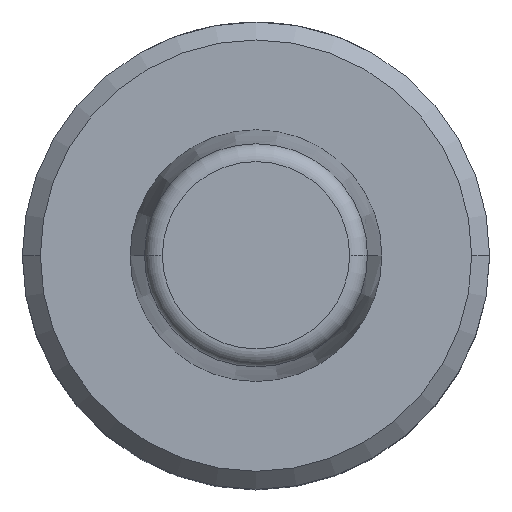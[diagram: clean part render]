
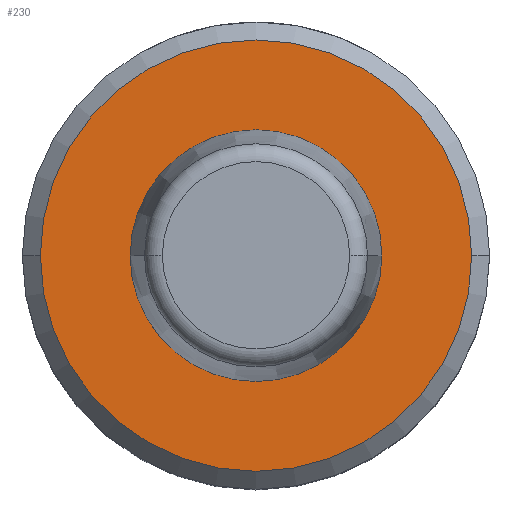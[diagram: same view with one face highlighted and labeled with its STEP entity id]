
A CAD part, top view. The second image highlights one B-rep face of the part: STEP entity #230.
In plain terms, the highlighted planar face has unit normal (0, 0, 1).
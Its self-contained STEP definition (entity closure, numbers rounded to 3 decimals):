
#39 = VERTEX_POINT ( 'NONE', #1249 ) ;
#51 = EDGE_LOOP ( 'NONE', ( #711, #175 ) ) ;
#97 = PLANE ( 'NONE',  #1104 ) ;
#104 = ORIENTED_EDGE ( 'NONE', *, *, #1059, .T. ) ;
#105 = FACE_BOUND ( 'NONE', #984, .T. ) ;
#175 = ORIENTED_EDGE ( 'NONE', *, *, #681, .T. ) ;
#230 = ADVANCED_FACE ( 'NONE', ( #1156, #105 ), #97, .F. ) ;
#265 = AXIS2_PLACEMENT_3D ( 'NONE', #786, #579, #1344 ) ;
#318 = CARTESIAN_POINT ( 'NONE',  ( 6., 0., -1. ) ) ;
#338 = CARTESIAN_POINT ( 'NONE',  ( 0., 0., -1. ) ) ;
#382 = DIRECTION ( 'NONE',  ( 0., 0., 1. ) ) ;
#387 = CARTESIAN_POINT ( 'NONE',  ( 0., 0., -1. ) ) ;
#389 = VERTEX_POINT ( 'NONE', #994 ) ;
#479 = DIRECTION ( 'NONE',  ( 0., 0., -1. ) ) ;
#528 = DIRECTION ( 'NONE',  ( -1., 0., 0. ) ) ;
#538 = DIRECTION ( 'NONE',  ( 0., 0., -1. ) ) ;
#578 = AXIS2_PLACEMENT_3D ( 'NONE', #338, #1332, #1108 ) ;
#579 = DIRECTION ( 'NONE',  ( 0., 0., 1. ) ) ;
#600 = CARTESIAN_POINT ( 'NONE',  ( 0., 0., -1. ) ) ;
#604 = DIRECTION ( 'NONE',  ( -1., 0., 0. ) ) ;
#612 = AXIS2_PLACEMENT_3D ( 'NONE', #387, #479, #707 ) ;
#644 = CARTESIAN_POINT ( 'NONE',  ( 0., 0., -1. ) ) ;
#655 = VERTEX_POINT ( 'NONE', #1125 ) ;
#681 = EDGE_CURVE ( 'NONE', #1211, #389, #1274, .T. ) ;
#707 = DIRECTION ( 'NONE',  ( -1., 0., 0. ) ) ;
#711 = ORIENTED_EDGE ( 'NONE', *, *, #1257, .T. ) ;
#741 = CIRCLE ( 'NONE', #578, 3.5 ) ;
#786 = CARTESIAN_POINT ( 'NONE',  ( 0., 0., -1. ) ) ;
#832 = CIRCLE ( 'NONE', #1286, 6. ) ;
#984 = EDGE_LOOP ( 'NONE', ( #104, #1111 ) ) ;
#994 = CARTESIAN_POINT ( 'NONE',  ( -6., 0., -1. ) ) ;
#1059 = EDGE_CURVE ( 'NONE', #655, #39, #741, .T. ) ;
#1104 = AXIS2_PLACEMENT_3D ( 'NONE', #644, #538, #528 ) ;
#1108 = DIRECTION ( 'NONE',  ( -1., 0., 0. ) ) ;
#1111 = ORIENTED_EDGE ( 'NONE', *, *, #1329, .T. ) ;
#1125 = CARTESIAN_POINT ( 'NONE',  ( 3.5, 0., -1. ) ) ;
#1156 = FACE_OUTER_BOUND ( 'NONE', #51, .T. ) ;
#1211 = VERTEX_POINT ( 'NONE', #318 ) ;
#1249 = CARTESIAN_POINT ( 'NONE',  ( -3.5, 0., -1. ) ) ;
#1257 = EDGE_CURVE ( 'NONE', #389, #1211, #832, .T. ) ;
#1274 = CIRCLE ( 'NONE', #265, 6. ) ;
#1286 = AXIS2_PLACEMENT_3D ( 'NONE', #600, #382, #604 ) ;
#1329 = EDGE_CURVE ( 'NONE', #39, #655, #1414, .T. ) ;
#1332 = DIRECTION ( 'NONE',  ( 0., 0., -1. ) ) ;
#1344 = DIRECTION ( 'NONE',  ( -1., 0., 0. ) ) ;
#1414 = CIRCLE ( 'NONE', #612, 3.5 ) ;
